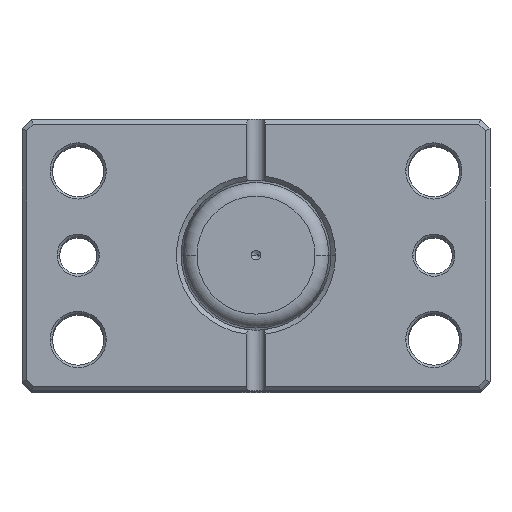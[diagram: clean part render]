
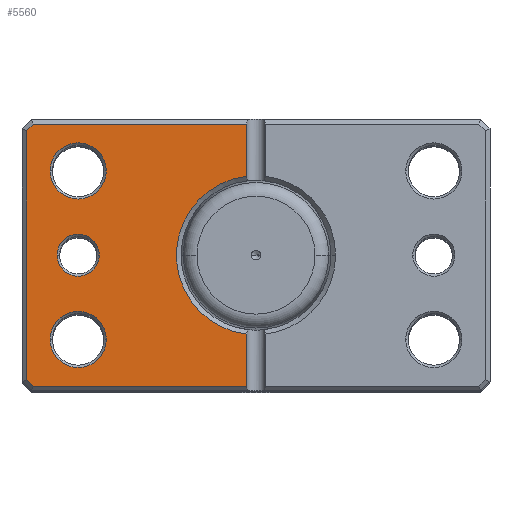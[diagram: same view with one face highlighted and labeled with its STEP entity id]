
A CAD part, top view. The second image highlights one B-rep face of the part: STEP entity #5560.
In plain terms, the highlighted face is planar.
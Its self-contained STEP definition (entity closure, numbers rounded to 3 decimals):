
#146 = DIRECTION ( 'NONE',  ( 1., 0., 0. ) ) ;
#182 = EDGE_LOOP ( 'NONE', ( #235, #3696, #3353, #2817, #1013, #3137, #6550, #7121 ) ) ;
#202 = VERTEX_POINT ( 'NONE', #1436 ) ;
#235 = ORIENTED_EDGE ( 'NONE', *, *, #4992, .T. ) ;
#262 = LINE ( 'NONE', #5095, #4484 ) ;
#501 = DIRECTION ( 'NONE',  ( 1., 0., 0. ) ) ;
#554 = CARTESIAN_POINT ( 'NONE',  ( 38., 18., 0. ) ) ;
#603 = AXIS2_PLACEMENT_3D ( 'NONE', #4330, #1032, #4898 ) ;
#616 = CIRCLE ( 'NONE', #6608, 6. ) ;
#644 = EDGE_CURVE ( 'NONE', #4028, #202, #1611, .T. ) ;
#663 = AXIS2_PLACEMENT_3D ( 'NONE', #6428, #3105, #6951 ) ;
#667 = DIRECTION ( 'NONE',  ( 1., 0., 0. ) ) ;
#695 = CARTESIAN_POINT ( 'NONE',  ( 2., 28., 0. ) ) ;
#702 = DIRECTION ( 'NONE',  ( 0., -1., 0. ) ) ;
#883 = EDGE_CURVE ( 'NONE', #4541, #3587, #616, .T. ) ;
#885 = LINE ( 'NONE', #2531, #3817 ) ;
#944 = FACE_BOUND ( 'NONE', #6866, .T. ) ;
#952 = CARTESIAN_POINT ( 'NONE',  ( 37.793, 37.793, 0. ) ) ;
#959 = VECTOR ( 'NONE', #702, 1000. ) ;
#979 = VERTEX_POINT ( 'NONE', #5352 ) ;
#1013 = ORIENTED_EDGE ( 'NONE', *, *, #1959, .T. ) ;
#1032 = DIRECTION ( 'NONE',  ( 0., 0., 1. ) ) ;
#1156 = DIRECTION ( 'NONE',  ( 1., 0., 0. ) ) ;
#1297 = EDGE_CURVE ( 'NONE', #6359, #1491, #6807, .T. ) ;
#1339 = CARTESIAN_POINT ( 'NONE',  ( 49., 26.586, 0. ) ) ;
#1388 = VERTEX_POINT ( 'NONE', #3925 ) ;
#1436 = CARTESIAN_POINT ( 'NONE',  ( 2., 16.882, 0. ) ) ;
#1458 = ORIENTED_EDGE ( 'NONE', *, *, #2096, .T. ) ;
#1491 = VERTEX_POINT ( 'NONE', #4116 ) ;
#1595 = VERTEX_POINT ( 'NONE', #695 ) ;
#1607 = CARTESIAN_POINT ( 'NONE',  ( 44., -18., 0. ) ) ;
#1611 = CIRCLE ( 'NONE', #7096, 17. ) ;
#1666 = CARTESIAN_POINT ( 'NONE',  ( 2., 29., 0. ) ) ;
#1668 = VERTEX_POINT ( 'NONE', #1680 ) ;
#1680 = CARTESIAN_POINT ( 'NONE',  ( 33.5, 0., 0. ) ) ;
#1784 = VERTEX_POINT ( 'NONE', #1607 ) ;
#1802 = CARTESIAN_POINT ( 'NONE',  ( 47.586, 28., 0. ) ) ;
#1805 = VERTEX_POINT ( 'NONE', #1339 ) ;
#1807 = CARTESIAN_POINT ( 'NONE',  ( 44., 18., 0. ) ) ;
#1823 = CARTESIAN_POINT ( 'NONE',  ( 49., 0., 0. ) ) ;
#1959 = EDGE_CURVE ( 'NONE', #5110, #1805, #2585, .T. ) ;
#2096 = EDGE_CURVE ( 'NONE', #1784, #3702, #4309, .T. ) ;
#2239 = FACE_OUTER_BOUND ( 'NONE', #182, .T. ) ;
#2241 = CARTESIAN_POINT ( 'NONE',  ( 0., 0., 0. ) ) ;
#2258 = LINE ( 'NONE', #1823, #959 ) ;
#2358 = LINE ( 'NONE', #2404, #5126 ) ;
#2404 = CARTESIAN_POINT ( 'NONE',  ( 2., 29., 0. ) ) ;
#2459 = DIRECTION ( 'NONE',  ( 0., 0., 1. ) ) ;
#2531 = CARTESIAN_POINT ( 'NONE',  ( 37.793, -37.793, 0. ) ) ;
#2577 = DIRECTION ( 'NONE',  ( 0.707, -0.707, 0. ) ) ;
#2585 = LINE ( 'NONE', #952, #4055 ) ;
#2612 = DIRECTION ( 'NONE',  ( -1., 0., 0. ) ) ;
#2647 = VECTOR ( 'NONE', #2747, 1000. ) ;
#2747 = DIRECTION ( 'NONE',  ( 0., 1., 0. ) ) ;
#2813 = ORIENTED_EDGE ( 'NONE', *, *, #5295, .T. ) ;
#2817 = ORIENTED_EDGE ( 'NONE', *, *, #6665, .T. ) ;
#2927 = CARTESIAN_POINT ( 'NONE',  ( 32., 18., 0. ) ) ;
#2956 = DIRECTION ( 'NONE',  ( 0., 1., 0. ) ) ;
#3014 = CARTESIAN_POINT ( 'NONE',  ( 0., 0., 0. ) ) ;
#3018 = AXIS2_PLACEMENT_3D ( 'NONE', #2241, #4444, #1156 ) ;
#3065 = AXIS2_PLACEMENT_3D ( 'NONE', #6763, #3462, #146 ) ;
#3089 = EDGE_CURVE ( 'NONE', #202, #1595, #2358, .T. ) ;
#3105 = DIRECTION ( 'NONE',  ( 0., 0., 1. ) ) ;
#3137 = ORIENTED_EDGE ( 'NONE', *, *, #3913, .T. ) ;
#3163 = ORIENTED_EDGE ( 'NONE', *, *, #883, .T. ) ;
#3353 = ORIENTED_EDGE ( 'NONE', *, *, #3089, .T. ) ;
#3389 = EDGE_LOOP ( 'NONE', ( #6790, #4726 ) ) ;
#3446 = DIRECTION ( 'NONE',  ( 1., 0., 0. ) ) ;
#3462 = DIRECTION ( 'NONE',  ( 0., 0., 1. ) ) ;
#3565 = EDGE_LOOP ( 'NONE', ( #3163, #2813 ) ) ;
#3585 = DIRECTION ( 'NONE',  ( 1., 0., 0. ) ) ;
#3587 = VERTEX_POINT ( 'NONE', #1807 ) ;
#3592 = AXIS2_PLACEMENT_3D ( 'NONE', #7101, #3814, #501 ) ;
#3607 = EDGE_CURVE ( 'NONE', #3702, #1784, #3812, .T. ) ;
#3657 = DIRECTION ( 'NONE',  ( 0., 0., 1. ) ) ;
#3696 = ORIENTED_EDGE ( 'NONE', *, *, #644, .T. ) ;
#3700 = FACE_BOUND ( 'NONE', #3565, .T. ) ;
#3702 = VERTEX_POINT ( 'NONE', #7046 ) ;
#3812 = CIRCLE ( 'NONE', #3065, 6. ) ;
#3814 = DIRECTION ( 'NONE',  ( 0., 0., 1. ) ) ;
#3817 = VECTOR ( 'NONE', #4729, 1000. ) ;
#3878 = VECTOR ( 'NONE', #2612, 1000. ) ;
#3899 = DIRECTION ( 'NONE',  ( 0., 0., 1. ) ) ;
#3913 = EDGE_CURVE ( 'NONE', #1805, #1388, #2258, .T. ) ;
#3925 = CARTESIAN_POINT ( 'NONE',  ( 49., -26.586, 0. ) ) ;
#4028 = VERTEX_POINT ( 'NONE', #5223 ) ;
#4055 = VECTOR ( 'NONE', #2577, 1000. ) ;
#4067 = CIRCLE ( 'NONE', #3592, 4.5 ) ;
#4116 = CARTESIAN_POINT ( 'NONE',  ( 2., -28., 0. ) ) ;
#4301 = CARTESIAN_POINT ( 'NONE',  ( 47.586, -28., 0. ) ) ;
#4309 = CIRCLE ( 'NONE', #603, 6. ) ;
#4330 = CARTESIAN_POINT ( 'NONE',  ( 38., -18., 0. ) ) ;
#4444 = DIRECTION ( 'NONE',  ( 0., 0., 1. ) ) ;
#4484 = VECTOR ( 'NONE', #3446, 1000. ) ;
#4541 = VERTEX_POINT ( 'NONE', #2927 ) ;
#4726 = ORIENTED_EDGE ( 'NONE', *, *, #6793, .T. ) ;
#4729 = DIRECTION ( 'NONE',  ( -0.707, -0.707, 0. ) ) ;
#4898 = DIRECTION ( 'NONE',  ( 1., 0., 0. ) ) ;
#4992 = EDGE_CURVE ( 'NONE', #1491, #4028, #5427, .T. ) ;
#5095 = CARTESIAN_POINT ( 'NONE',  ( 0., 28., 0. ) ) ;
#5110 = VERTEX_POINT ( 'NONE', #1802 ) ;
#5126 = VECTOR ( 'NONE', #2956, 1000. ) ;
#5183 = FACE_BOUND ( 'NONE', #3389, .T. ) ;
#5223 = CARTESIAN_POINT ( 'NONE',  ( 2., -16.882, 0. ) ) ;
#5272 = CIRCLE ( 'NONE', #663, 6. ) ;
#5295 = EDGE_CURVE ( 'NONE', #3587, #4541, #5272, .T. ) ;
#5352 = CARTESIAN_POINT ( 'NONE',  ( 42.5, 0., 0. ) ) ;
#5427 = LINE ( 'NONE', #1666, #2647 ) ;
#5560 = ADVANCED_FACE ( 'NONE', ( #5183, #944, #3700, #2239 ), #6652, .F. ) ;
#5625 = CIRCLE ( 'NONE', #5666, 4.5 ) ;
#5666 = AXIS2_PLACEMENT_3D ( 'NONE', #5757, #2459, #6328 ) ;
#5757 = CARTESIAN_POINT ( 'NONE',  ( 38., 0., 0. ) ) ;
#6328 = DIRECTION ( 'NONE',  ( 1., 0., 0. ) ) ;
#6359 = VERTEX_POINT ( 'NONE', #4301 ) ;
#6381 = EDGE_CURVE ( 'NONE', #1388, #6359, #885, .T. ) ;
#6428 = CARTESIAN_POINT ( 'NONE',  ( 38., 18., 0. ) ) ;
#6484 = EDGE_CURVE ( 'NONE', #1668, #979, #4067, .T. ) ;
#6550 = ORIENTED_EDGE ( 'NONE', *, *, #6381, .T. ) ;
#6551 = ORIENTED_EDGE ( 'NONE', *, *, #3607, .T. ) ;
#6608 = AXIS2_PLACEMENT_3D ( 'NONE', #554, #3899, #667 ) ;
#6652 = PLANE ( 'NONE',  #3018 ) ;
#6665 = EDGE_CURVE ( 'NONE', #1595, #5110, #262, .T. ) ;
#6763 = CARTESIAN_POINT ( 'NONE',  ( 38., -18., 0. ) ) ;
#6790 = ORIENTED_EDGE ( 'NONE', *, *, #6484, .T. ) ;
#6793 = EDGE_CURVE ( 'NONE', #979, #1668, #5625, .T. ) ;
#6807 = LINE ( 'NONE', #6969, #3878 ) ;
#6866 = EDGE_LOOP ( 'NONE', ( #6551, #1458 ) ) ;
#6951 = DIRECTION ( 'NONE',  ( 1., 0., 0. ) ) ;
#6969 = CARTESIAN_POINT ( 'NONE',  ( 0., -28., 0. ) ) ;
#7046 = CARTESIAN_POINT ( 'NONE',  ( 32., -18., 0. ) ) ;
#7096 = AXIS2_PLACEMENT_3D ( 'NONE', #3014, #3657, #3585 ) ;
#7101 = CARTESIAN_POINT ( 'NONE',  ( 38., 0., 0. ) ) ;
#7121 = ORIENTED_EDGE ( 'NONE', *, *, #1297, .T. ) ;
